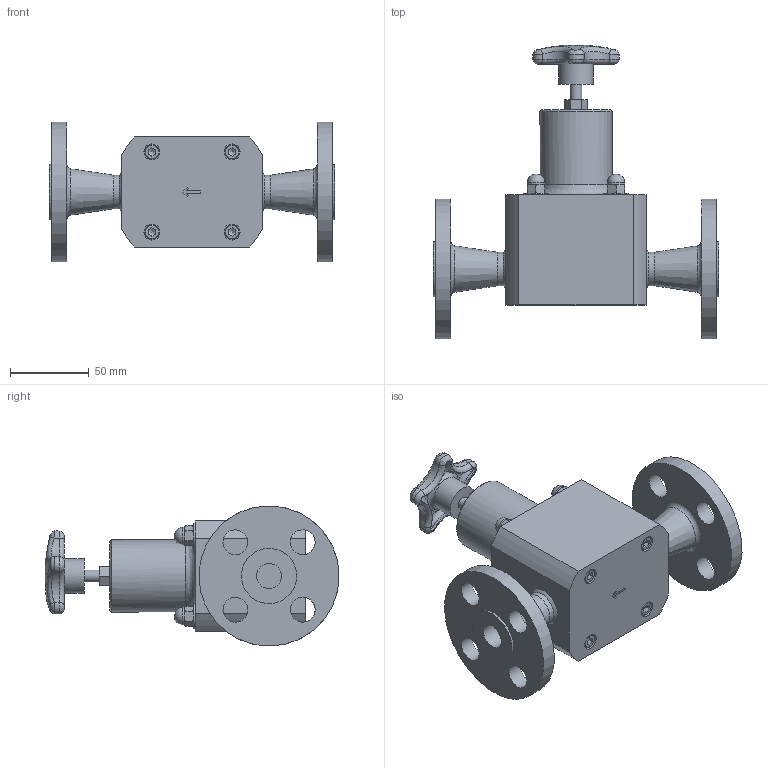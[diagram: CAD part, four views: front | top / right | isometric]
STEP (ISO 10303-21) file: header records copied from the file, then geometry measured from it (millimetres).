
FILE_DESCRIPTION((''),'2;1');
FILE_NAME('TVBFW50-SS-R0.ipt.stp','2017-04-04T12:13:44',(''),(''),'Autodesk Inventor 2009','Autodesk Inventor 2009','');
FILE_SCHEMA(('AUTOMOTIVE_DESIGN { 1 0 10303 214 1 1 1 1 }'));
Length unit declared in the file: inch
Products named in the file (1): TVBFW50-SS-R0
Bounding box: 181.36 x 186.52 x 88.72 mm (x, y, z)
Volume: 661837.6 mm3; surface area: 89479.6 mm2
Topology: 1 solids, 5 shells, 371 faces, 874 edges, 537 vertices
Faces by surface type: plane 160, bspline 105, cylinder 59, torus 17, sphere 17, cone 13
Full cylindrical faces by diameter (mm): 4.445 x4, 7.442 x1, 9.525 x4, 10.998 x4, 15.748 x8, 15.799 x2, 15.875 x4, 21.336 x2, 22.098 x1, 35.052 x2, 45.72 x1, 88.9 x2
Entity records: 14382 total; most frequent: CARTESIAN_POINT 6466, ORIENTED_EDGE 1582, DIRECTION 1477, EDGE_CURVE 791, AXIS2_PLACEMENT_3D 622, VERTEX_POINT 523, EDGE_LOOP 480, FACE_OUTER_BOUND 371
